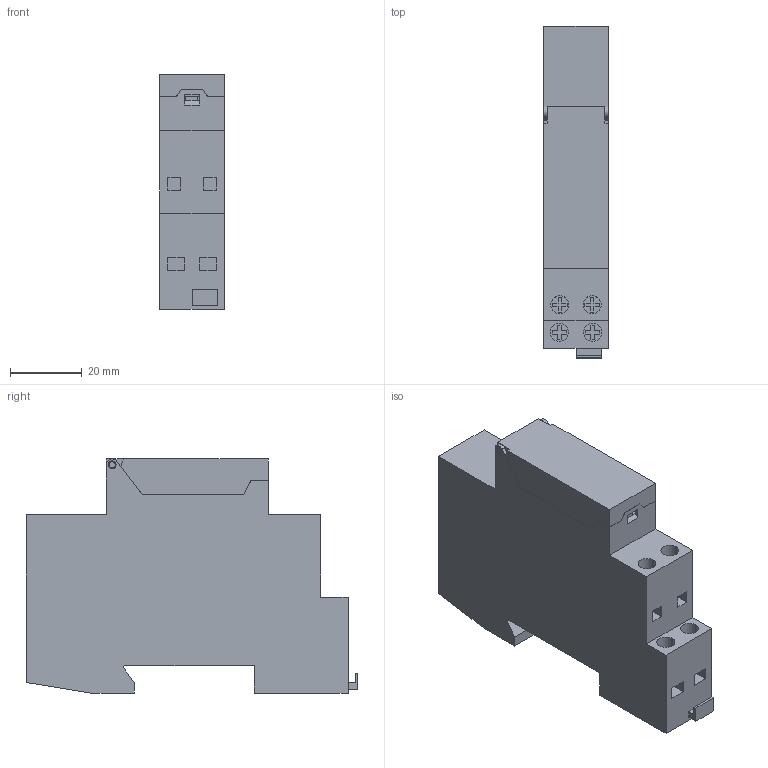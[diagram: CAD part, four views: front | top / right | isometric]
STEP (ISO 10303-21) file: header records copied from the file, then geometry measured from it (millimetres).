
FILE_DESCRIPTION((''),'2;1');
FILE_NAME('B104284_3D-SOFTWARE_COLOUR_ASM','2013-06-19T',('SESA217760'),('Schneider-Electric'),'PRO/ENGINEER BY PARAMETRIC TECHNOLOGY CORPORATION, 2011410','PRO/ENGINEER BY PARAMETRIC TECHNOLOGY CORPORATION, 2011410','');
FILE_SCHEMA(('CONFIG_CONTROL_DESIGN'));
Length unit declared in the file: millimetre
Products named in the file (6): SB104284; WHEEL; CLUTCH; CLIP; COVER; B104284_3D-SOFTWARE_COLOUR_ASM
Assembly tree (5 placements, depth 2):
  B104284_3D-SOFTWARE_COLOUR_ASM
    SB104284
    WHEEL
    CLUTCH
    CLIP
    COVER
Bounding box: 18 x 92.22 x 65.11 mm (x, y, z)
Volume: 76718.4 mm3; surface area: 29035.2 mm2
Topology: 6 solids, 6 shells, 298 faces, 752 edges, 499 vertices
Faces by surface type: plane 253, cylinder 45
Entity records: 8997 total; most frequent: CARTESIAN_POINT 1560, ORIENTED_EDGE 1504, DIRECTION 1464, EDGE_CURVE 752, VECTOR 658, LINE 658, VERTEX_POINT 499, AXIS2_PLACEMENT_3D 403
